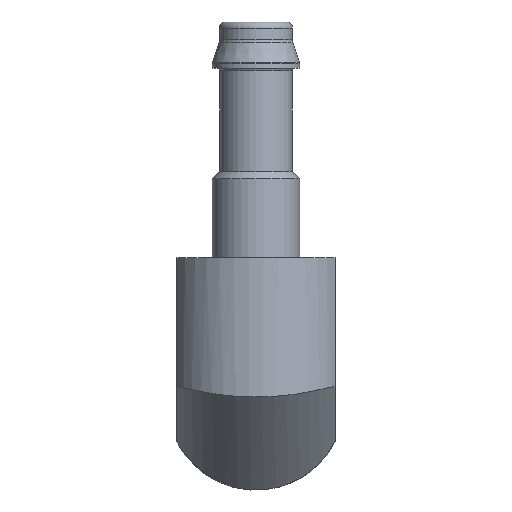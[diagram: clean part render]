
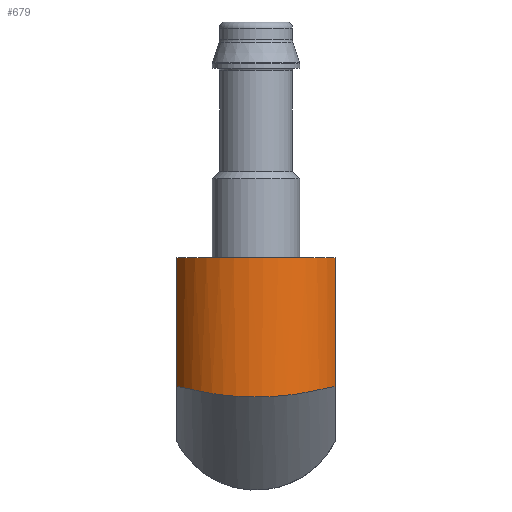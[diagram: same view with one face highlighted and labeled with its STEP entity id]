
A CAD part, left-side view. The second image highlights one B-rep face of the part: STEP entity #679.
In plain terms, the highlighted cylindrical face has radius 3.65 mm (diameter 7.3 mm), a partial arc.
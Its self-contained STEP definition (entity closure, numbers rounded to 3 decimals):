
#39=B_SPLINE_CURVE_WITH_KNOTS('',3,(#1002,#1003,#1004,#1005,#1006,#1007,
#1008),.UNSPECIFIED.,.F.,.F.,(4,1,1,1,4),(0.,0.002,
0.004,0.006,0.008),
 .UNSPECIFIED.);
#45=LINE('',#983,#59);
#49=LINE('',#990,#63);
#59=VECTOR('',#840,1000.);
#63=VECTOR('',#846,1000.);
#129=ORIENTED_EDGE('',*,*,#191,.T.);
#130=ORIENTED_EDGE('',*,*,#201,.T.);
#131=ORIENTED_EDGE('',*,*,#195,.F.);
#132=ORIENTED_EDGE('',*,*,#202,.F.);
#191=EDGE_CURVE('',#238,#237,#45,.T.);
#195=EDGE_CURVE('',#240,#241,#49,.T.);
#201=EDGE_CURVE('',#237,#241,#39,.T.);
#202=EDGE_CURVE('',#238,#240,#272,.T.);
#237=VERTEX_POINT('',#982);
#238=VERTEX_POINT('',#984);
#240=VERTEX_POINT('',#991);
#241=VERTEX_POINT('',#992);
#272=CIRCLE('',#738,3.65);
#317=EDGE_LOOP('',(#129,#130,#131,#132));
#377=FACE_BOUND('',#317,.T.);
#413=CYLINDRICAL_SURFACE('',#737,3.65);
#679=ADVANCED_FACE('',(#377),#413,.T.);
#737=AXIS2_PLACEMENT_3D('',#1001,#857,#858);
#738=AXIS2_PLACEMENT_3D('',#1009,#859,#860);
#840=DIRECTION('',(0.,0.,-1.));
#846=DIRECTION('',(0.,0.,-1.));
#857=DIRECTION('',(0.,0.,-1.));
#858=DIRECTION('',(-1.,0.,0.));
#859=DIRECTION('',(0.,0.,1.));
#860=DIRECTION('',(1.,0.,0.));
#982=CARTESIAN_POINT('',(-1.661,3.25,0.608));
#983=CARTESIAN_POINT('',(-1.661,3.25,5.9));
#984=CARTESIAN_POINT('',(-1.661,3.25,5.9));
#990=CARTESIAN_POINT('',(-1.661,-3.25,5.9));
#991=CARTESIAN_POINT('',(-1.661,-3.25,5.9));
#992=CARTESIAN_POINT('',(-1.661,-3.25,0.608));
#1001=CARTESIAN_POINT('',(0.,0.,5.9));
#1002=CARTESIAN_POINT('',(-1.661,3.25,0.608));
#1003=CARTESIAN_POINT('',(-2.266,2.941,0.58));
#1004=CARTESIAN_POINT('',(-3.262,2.015,0.302));
#1005=CARTESIAN_POINT('',(-3.843,0.001,0.127));
#1006=CARTESIAN_POINT('',(-3.267,-2.008,0.301));
#1007=CARTESIAN_POINT('',(-2.266,-2.941,0.58));
#1008=CARTESIAN_POINT('',(-1.661,-3.25,0.608));
#1009=CARTESIAN_POINT('',(0.,0.,5.9));
